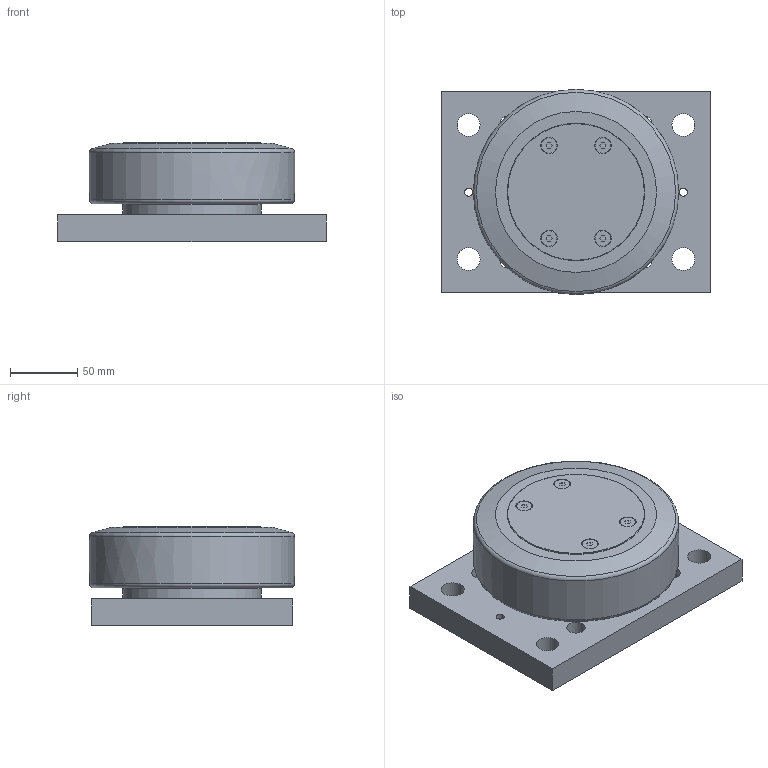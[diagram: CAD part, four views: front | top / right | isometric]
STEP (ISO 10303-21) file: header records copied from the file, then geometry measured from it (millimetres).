
FILE_DESCRIPTION(/* description */ ('-','CAx-IF Rec.Pracs.---Representation and Presentation of Product Manufacturing Information (PMI)---4.0---2014-10-13'),/* implementation_level */ '2;1');
FILE_NAME(/* name */ '70b72762-2612-453a-9883-d9cdd81e72b2.stp',/* time_stamp */ '2020-04-01T16:52:39+02:00',/* author */ ('-'),/* organization */ ('NTI CADcenter A/S'),/* preprocessor_version */ 'ST-DEVELOPER v18',/* originating_system */ 'Autodesk Inventor 2020',/* authorisation */ '-');
FILE_SCHEMA (('AP242_MANAGED_MODEL_BASED_3D_ENGINEERING_MIM_LF { 1 0 10303 442 1 1 4 }'));
Length unit declared in the file: millimetre
Products named in the file (1): XTR 150.0400 BR1100_Kontur
Bounding box: 200 x 153.09 x 74 mm (x, y, z)
Volume: 1453099.1 mm3; surface area: 121970.3 mm2
Topology: 1 solids, 1 shells, 78 faces, 192 edges, 132 vertices
Faces by surface type: plane 46, cylinder 21, cone 8, torus 2, bspline 1
Full cylindrical faces by diameter (mm): 6 x2, 11.7 x4, 12.4 x4, 13.835 x4, 17 x4, 101.4 x1, 102.5 x1, 103 x1
Entity records: 2454 total; most frequent: CARTESIAN_POINT 429, DIRECTION 427, ORIENTED_EDGE 384, EDGE_CURVE 192, AXIS2_PLACEMENT_3D 157, VERTEX_POINT 132, EDGE_LOOP 114, LINE 113
